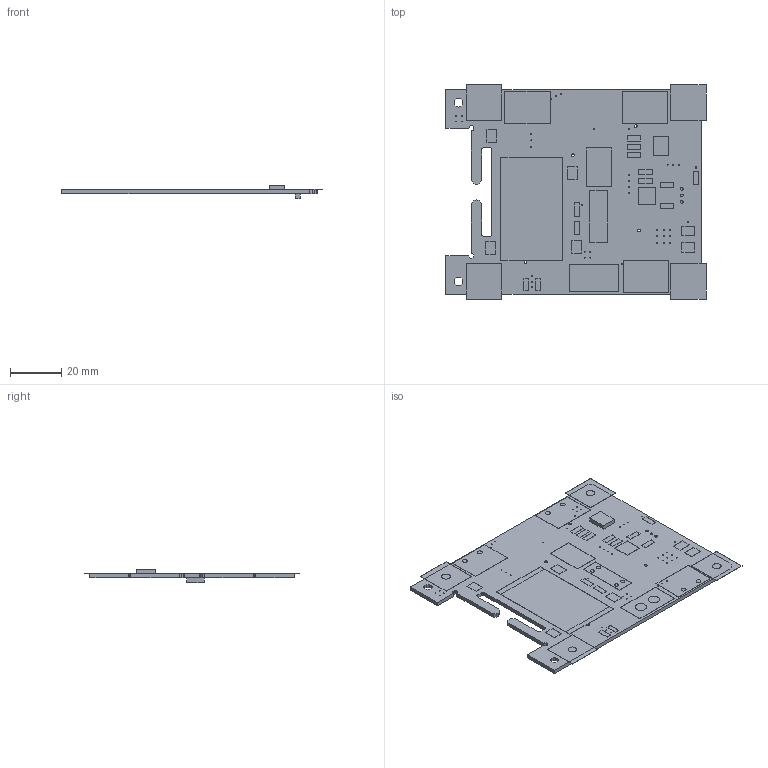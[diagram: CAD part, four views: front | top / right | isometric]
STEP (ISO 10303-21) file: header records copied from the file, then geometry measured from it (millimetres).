
FILE_DESCRIPTION(/* description */ (''),/* implementation_level */ '2;1');
FILE_NAME(/* name */ '54395db0-f487-46be-b953-a15db66cafa4.stp',/* time_stamp */ '2022-07-22T23:11:24Z',/* author */ (''),/* organization */ (''),/* preprocessor_version */ 'ST-DEVELOPER v19',/* originating_system */ 'Autodesk Translation Framework v11.7.0.108',/* authorisation */ '');
FILE_SCHEMA (('AUTOMOTIVE_DESIGN { 1 0 10303 214 3 1 1 }'));
Length unit declared in the file: millimetre
Products named in the file (17): 54395db0-f487-46be-b953-a15db66cafa4; PCB Component; Board; BARRIER_BLOCK-2PIN; XL4005-DEV; M3_BRASS; XT60; TP; TO220-IGO; DIODE_BIG; SWITCH_TABSSWITCH_TABS3; 470 uF; 15K; ORANGE; CONN_2X3_SMD; PTCPTC_1206; FUSE_HOLDER_TH
Assembly tree (35 placements, depth 3):
  54395db0-f487-46be-b953-a15db66cafa4
    PCB Component
      Board
      BARRIER_BLOCK-2PIN  x3
      XL4005-DEV
      M3_BRASS  x4
      XT60
      TP  x6
      TO220-IGO
      DIODE_BIG
      SWITCH_TABSSWITCH_TABS3
      470 uF
      15K  x9
      ORANGE  x2
      CONN_2X3_SMD
      PTCPTC_1206
      FUSE_HOLDER_TH
Bounding box: 101.99 x 83.98 x 5.18 mm (x, y, z)
Volume: 10371.5 mm3; surface area: 20915.5 mm2
Topology: 34 solids, 34 shells, 435 faces, 1101 edges, 734 vertices
Faces by surface type: plane 346, cylinder 89
Full cylindrical faces by diameter (mm): 0.381 x43, 0.508 x3, 1.016 x7, 1.6 x4, 1.905 x6, 4.572 x2
Entity records: 11177 total; most frequent: CARTESIAN_POINT 1828, DIRECTION 1797, ORIENTED_EDGE 1746, EDGE_CURVE 873, LINE 695, VECTOR 695, VERTEX_POINT 582, AXIS2_PLACEMENT_3D 551
